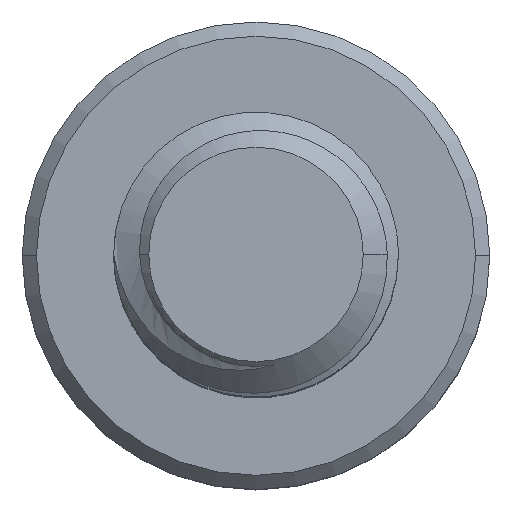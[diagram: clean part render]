
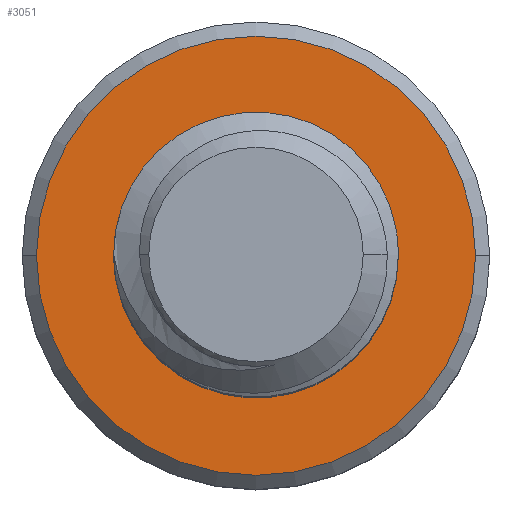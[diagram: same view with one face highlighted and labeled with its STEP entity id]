
A CAD part, top view. The second image highlights one B-rep face of the part: STEP entity #3051.
In plain terms, the highlighted planar face has unit normal (0, 0, 1).
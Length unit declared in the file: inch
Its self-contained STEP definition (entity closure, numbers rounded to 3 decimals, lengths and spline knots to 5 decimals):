
#9 = CARTESIAN_POINT ( 'NONE',  ( -0.1465, 0., 1.22807 ) ) ;
#32 = CARTESIAN_POINT ( 'NONE',  ( 0.08207, 0.00904, 1.22807 ) ) ;
#409 = DIRECTION ( 'NONE',  ( 0., 0., -1. ) ) ;
#456 = ORIENTED_EDGE ( 'NONE', *, *, #813, .T. ) ;
#493 = CARTESIAN_POINT ( 'NONE',  ( -0.08379, 0.03905, 1.22807 ) ) ;
#553 = CARTESIAN_POINT ( 'NONE',  ( 0.05234, -0.0533, 1.22807 ) ) ;
#779 = CARTESIAN_POINT ( 'NONE',  ( -0.07204, 0.06132, 1.22807 ) ) ;
#792 = CARTESIAN_POINT ( 'NONE',  ( 0.06946, 0.05306, 1.22807 ) ) ;
#813 = EDGE_CURVE ( 'NONE', #2146, #3103, #3631, .T. ) ;
#816 = CARTESIAN_POINT ( 'NONE',  ( 0.05234, -0.0533, 1.22807 ) ) ;
#839 = CARTESIAN_POINT ( 'NONE',  ( 0.07713, -0.0199, 1.22807 ) ) ;
#848 = CARTESIAN_POINT ( 'NONE',  ( -0.08903, 0.00577, 1.22807 ) ) ;
#929 = PLANE ( 'NONE',  #2957 ) ;
#980 = EDGE_LOOP ( 'NONE', ( #2956, #1718, #2204, #3556 ) ) ;
#1000 = DIRECTION ( 'NONE',  ( -1., 0., 0. ) ) ;
#1065 = CARTESIAN_POINT ( 'NONE',  ( 0.00845, 0.09431, 1.22807 ) ) ;
#1136 = CARTESIAN_POINT ( 'NONE',  ( 0.08035, -0.00769, 1.22807 ) ) ;
#1146 = CARTESIAN_POINT ( 'NONE',  ( -0.06656, 0.06778, 1.22807 ) ) ;
#1158 = CARTESIAN_POINT ( 'NONE',  ( 0.08111, -0.00349, 1.22807 ) ) ;
#1169 = CARTESIAN_POINT ( 'NONE',  ( -0.04116, -0.0684, 1.22807 ) ) ;
#1182 = CARTESIAN_POINT ( 'NONE',  ( 0.05906, -0.04809, 1.22807 ) ) ;
#1193 = CARTESIAN_POINT ( 'NONE',  ( -0.05567, -0.05978, 1.22807 ) ) ;
#1220 = CARTESIAN_POINT ( 'NONE',  ( 0., 0., 1.22807 ) ) ;
#1349 = FACE_OUTER_BOUND ( 'NONE', #4407, .T. ) ;
#1365 = VERTEX_POINT ( 'NONE', #553 ) ;
#1417 = CARTESIAN_POINT ( 'NONE',  ( 0., 0.095, 1.22807 ) ) ;
#1441 = CARTESIAN_POINT ( 'NONE',  ( 0.05934, 0.06638, 1.22807 ) ) ;
#1446 = CARTESIAN_POINT ( 'NONE',  ( -0.06656, 0.06778, 1.22807 ) ) ;
#1570 = CARTESIAN_POINT ( 'NONE',  ( 0., -0.0747, 1.22807 ) ) ;
#1576 = CARTESIAN_POINT ( 'NONE',  ( -0.08454, -0.01903, 1.22807 ) ) ;
#1590 = ORIENTED_EDGE ( 'NONE', *, *, #3128, .T. ) ;
#1618 = AXIS2_PLACEMENT_3D ( 'NONE', #1220, #409, #4079 ) ;
#1693 = CIRCLE ( 'NONE', #4295, 0.1465 ) ;
#1718 = ORIENTED_EDGE ( 'NONE', *, *, #4101, .T. ) ;
#1808 = CARTESIAN_POINT ( 'NONE',  ( 0.07932, 0.02987, 1.22807 ) ) ;
#1890 = CARTESIAN_POINT ( 'NONE',  ( -0.01679, -0.07512, 1.22807 ) ) ;
#2004 = CARTESIAN_POINT ( 'NONE',  ( 0., 0., 1.22807 ) ) ;
#2019 = FACE_BOUND ( 'NONE', #980, .T. ) ;
#2146 = VERTEX_POINT ( 'NONE', #9 ) ;
#2154 = CARTESIAN_POINT ( 'NONE',  ( 0.03246, 0.08647, 1.22807 ) ) ;
#2204 = ORIENTED_EDGE ( 'NONE', *, *, #2620, .T. ) ;
#2274 = CARTESIAN_POINT ( 'NONE',  ( -0.08892, 0.01434, 1.22807 ) ) ;
#2294 = AXIS2_PLACEMENT_3D ( 'NONE', #3928, #3528, #2831 ) ;
#2300 = CARTESIAN_POINT ( 'NONE',  ( -0.08632, 0.03086, 1.22807 ) ) ;
#2451 = B_SPLINE_CURVE_WITH_KNOTS ( 'NONE', 3,
 ( #1417, #1065, #2848, #2154, #3572, #4021, #1441, #792, #2610, #3308, #1808, #3616, #2517, #32, #4039, #1158, #1136, #839, #3972, #3243, #1182, #816 ),
 .UNSPECIFIED., .F., .F.,
 ( 4, 2, 2, 2, 2, 2, 2, 2, 2, 2, 4 ),
 ( 0., 0.00064, 0.00128, 0.00192, 0.00256, 0.00288, 0.0032, 0.00352, 0.00383, 0.00447, 0.00511 ),
 .UNSPECIFIED. ) ;
#2511 = CIRCLE ( 'NONE', #2294, 0.095 ) ;
#2517 = CARTESIAN_POINT ( 'NONE',  ( 0.08162, 0.01741, 1.22807 ) ) ;
#2553 = CARTESIAN_POINT ( 'NONE',  ( -0.08684, -0.01085, 1.22807 ) ) ;
#2610 = CARTESIAN_POINT ( 'NONE',  ( 0.07368, 0.04558, 1.22807 ) ) ;
#2620 = EDGE_CURVE ( 'NONE', #1365, #3764, #4366, .T. ) ;
#2708 = DIRECTION ( 'NONE',  ( 0., 0., -1. ) ) ;
#2831 = DIRECTION ( 'NONE',  ( 1., 0., 0. ) ) ;
#2848 = CARTESIAN_POINT ( 'NONE',  ( 0.01663, 0.09246, 1.22807 ) ) ;
#2956 = ORIENTED_EDGE ( 'NONE', *, *, #3640, .F. ) ;
#2957 = AXIS2_PLACEMENT_3D ( 'NONE', #3827, #2708, #1000 ) ;
#2971 = CARTESIAN_POINT ( 'NONE',  ( 0., -0.0747, 1.22807 ) ) ;
#3008 = CARTESIAN_POINT ( 'NONE',  ( -0.00844, -0.07559, 1.22807 ) ) ;
#3051 = ADVANCED_FACE ( 'NONE', ( #1349, #2019 ), #929, .F. ) ;
#3103 = VERTEX_POINT ( 'NONE', #3485 ) ;
#3109 = DIRECTION ( 'NONE',  ( -1., 0., 0. ) ) ;
#3128 = EDGE_CURVE ( 'NONE', #3103, #2146, #1693, .T. ) ;
#3209 = CARTESIAN_POINT ( 'NONE',  ( 0., 0., 1.22807 ) ) ;
#3220 = VERTEX_POINT ( 'NONE', #4439 ) ;
#3243 = CARTESIAN_POINT ( 'NONE',  ( 0.06462, -0.04187, 1.22807 ) ) ;
#3278 = CARTESIAN_POINT ( 'NONE',  ( -0.07321, -0.04164, 1.22807 ) ) ;
#3308 = CARTESIAN_POINT ( 'NONE',  ( 0.07814, 0.03388, 1.22807 ) ) ;
#3485 = CARTESIAN_POINT ( 'NONE',  ( 0.1465, 0., 1.22807 ) ) ;
#3528 = DIRECTION ( 'NONE',  ( 0., 0., 1. ) ) ;
#3556 = ORIENTED_EDGE ( 'NONE', *, *, #4467, .T. ) ;
#3572 = CARTESIAN_POINT ( 'NONE',  ( 0.03983, 0.08243, 1.22807 ) ) ;
#3616 = CARTESIAN_POINT ( 'NONE',  ( 0.08107, 0.02164, 1.22807 ) ) ;
#3631 = CIRCLE ( 'NONE', #3771, 0.1465 ) ;
#3640 = EDGE_CURVE ( 'NONE', #3220, #3712, #2511, .T. ) ;
#3712 = VERTEX_POINT ( 'NONE', #1446 ) ;
#3764 = VERTEX_POINT ( 'NONE', #1570 ) ;
#3771 = AXIS2_PLACEMENT_3D ( 'NONE', #3209, #4300, #4572 ) ;
#3827 = CARTESIAN_POINT ( 'NONE',  ( 0., 0., 1.22807 ) ) ;
#3928 = CARTESIAN_POINT ( 'NONE',  ( 0., 0., 1.22807 ) ) ;
#3972 = CARTESIAN_POINT ( 'NONE',  ( 0.07372, -0.02766, 1.22807 ) ) ;
#4021 = CARTESIAN_POINT ( 'NONE',  ( 0.05329, 0.07238, 1.22807 ) ) ;
#4039 = CARTESIAN_POINT ( 'NONE',  ( 0.08197, 0.00486, 1.22807 ) ) ;
#4049 = CARTESIAN_POINT ( 'NONE',  ( -0.0777, -0.03442, 1.22807 ) ) ;
#4068 = CARTESIAN_POINT ( 'NONE',  ( -0.06216, -0.05436, 1.22807 ) ) ;
#4079 = DIRECTION ( 'NONE',  ( 1., 0., 0. ) ) ;
#4101 = EDGE_CURVE ( 'NONE', #3220, #1365, #2451, .T. ) ;
#4295 = AXIS2_PLACEMENT_3D ( 'NONE', #2004, #4503, #3109 ) ;
#4300 = DIRECTION ( 'NONE',  ( 0., 0., 1. ) ) ;
#4366 = CIRCLE ( 'NONE', #1618, 0.0747 ) ;
#4368 = CARTESIAN_POINT ( 'NONE',  ( -0.03333, -0.0715, 1.22807 ) ) ;
#4407 = EDGE_LOOP ( 'NONE', ( #456, #1590 ) ) ;
#4410 = CARTESIAN_POINT ( 'NONE',  ( -0.07662, 0.05419, 1.22807 ) ) ;
#4439 = CARTESIAN_POINT ( 'NONE',  ( 0., 0.095, 1.22807 ) ) ;
#4467 = EDGE_CURVE ( 'NONE', #3764, #3712, #4575, .T. ) ;
#4503 = DIRECTION ( 'NONE',  ( 0., 0., 1. ) ) ;
#4572 = DIRECTION ( 'NONE',  ( -1., 0., 0. ) ) ;
#4575 = B_SPLINE_CURVE_WITH_KNOTS ( 'NONE', 3,
 ( #2971, #3008, #1890, #4368, #1169, #1193, #4068, #3278, #4049, #1576, #2553, #848, #2274, #2300, #493, #4410, #779, #1146 ),
 .UNSPECIFIED., .F., .F.,
 ( 4, 2, 2, 2, 2, 2, 2, 2, 4 ),
 ( 0., 0.00064, 0.00128, 0.00191, 0.00255, 0.00319, 0.00383, 0.00446, 0.0051 ),
 .UNSPECIFIED. ) ;
